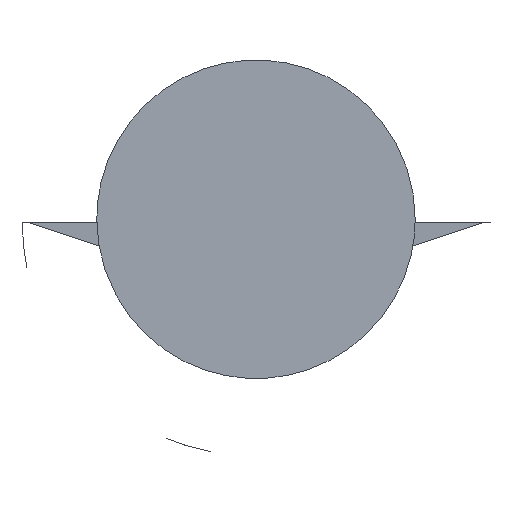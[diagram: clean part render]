
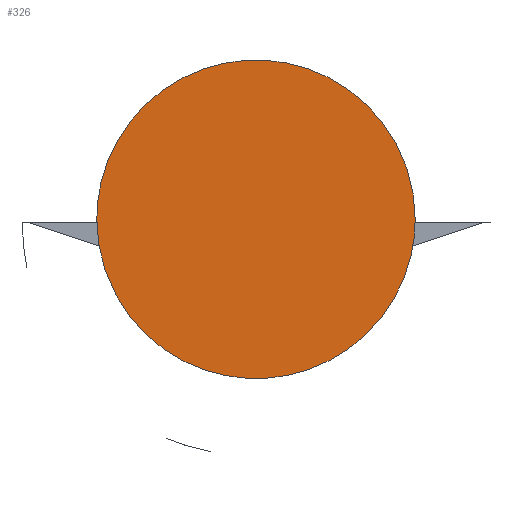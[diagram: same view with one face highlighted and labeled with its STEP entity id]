
A CAD part, top view. The second image highlights one B-rep face of the part: STEP entity #326.
In plain terms, the highlighted planar face has unit normal (0, 0, 1).
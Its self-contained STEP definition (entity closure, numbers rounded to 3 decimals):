
#37=PLANE($,#1549);
#326=ADVANCED_FACE($,(#421),#37,.T.);
#421=FACE_OUTER_BOUND($,#524,.T.);
#524=EDGE_LOOP($,(#850,#851));
#850=ORIENTED_EDGE($,*,*,#1079,.T.);
#851=ORIENTED_EDGE($,*,*,#1077,.T.);
#1077=EDGE_CURVE($,#1208,#1202,#1425,.T.);
#1079=EDGE_CURVE($,#1202,#1208,#1426,.T.);
#1202=VERTEX_POINT($,#4160);
#1208=VERTEX_POINT($,#4166);
#1425=(
BOUNDED_CURVE()
B_SPLINE_CURVE(2,(#4079,#4080,#4081,#4082,#4083),.UNSPECIFIED.,.F.,.F.)
B_SPLINE_CURVE_WITH_KNOTS((3,2,3),(213.803,320.705,427.606),
.UNSPECIFIED.)
CURVE()
GEOMETRIC_REPRESENTATION_ITEM()
RATIONAL_B_SPLINE_CURVE((1.,0.707,1.,0.707,1.))
REPRESENTATION_ITEM($)
);
#1426=(
BOUNDED_CURVE()
B_SPLINE_CURVE(2,(#4086,#4087,#4088,#4089,#4090),.UNSPECIFIED.,.F.,.F.)
B_SPLINE_CURVE_WITH_KNOTS((3,2,3),(0.,106.902,213.803),
.UNSPECIFIED.)
CURVE()
GEOMETRIC_REPRESENTATION_ITEM()
RATIONAL_B_SPLINE_CURVE((1.,0.707,1.,0.707,1.))
REPRESENTATION_ITEM($)
);
#1549=AXIS2_PLACEMENT_3D($,#4107,#1590,$);
#1590=DIRECTION($,(0.,0.,1.));
#4079=CARTESIAN_POINT($,(68.056,0.,804.598));
#4080=CARTESIAN_POINT($,(68.056,68.056,804.598));
#4081=CARTESIAN_POINT($,(0.,68.056,804.598));
#4082=CARTESIAN_POINT($,(-68.056,68.056,804.598));
#4083=CARTESIAN_POINT($,(-68.056,0.,804.598));
#4086=CARTESIAN_POINT($,(-68.056,0.,804.598));
#4087=CARTESIAN_POINT($,(-68.056,-68.056,804.598));
#4088=CARTESIAN_POINT($,(0.,-68.056,804.598));
#4089=CARTESIAN_POINT($,(68.056,-68.056,804.598));
#4090=CARTESIAN_POINT($,(68.056,0.,804.598));
#4107=CARTESIAN_POINT($,(-68.056,-68.056,804.598));
#4160=CARTESIAN_POINT($,(-68.056,0.,804.598));
#4166=CARTESIAN_POINT($,(68.056,0.,804.598));
